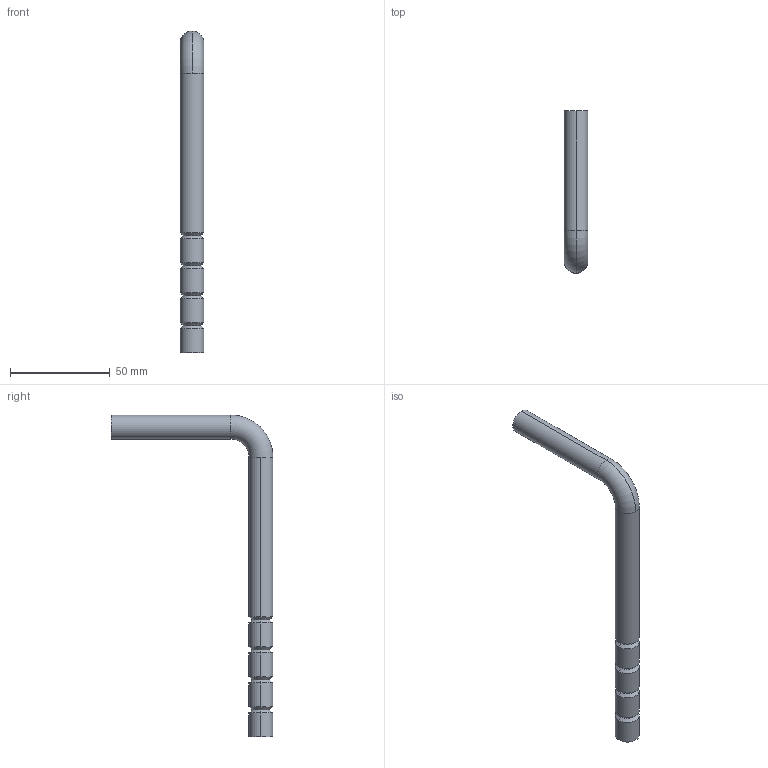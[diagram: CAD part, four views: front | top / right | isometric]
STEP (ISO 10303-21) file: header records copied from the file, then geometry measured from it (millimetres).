
FILE_DESCRIPTION (( 'STEP AP203' ), '1' );
FILE_NAME ('50346-240.step', '2020-09-17T11:31:41', ( '' ), ( '' ), 'SwSTEP 2.0', 'SolidWorks 2018', '' );
FILE_SCHEMA (( 'CONFIG_CONTROL_DESIGN' ));
Length unit declared in the file: millimetre
Products named in the file (2): 50346-240
Bounding box: 12 x 81 x 161 mm (x, y, z)
Volume: 24471.7 mm3; surface area: 9067.1 mm2
Topology: 1 solids, 1 shells, 261 faces, 675 edges, 439 vertices
Faces by surface type: plane 131, bspline 94, cone 20, cylinder 14, torus 2
Entity records: 13208 total; most frequent: CARTESIAN_POINT 7309, ORIENTED_EDGE 1346, DIRECTION 865, EDGE_CURVE 673, VECTOR 443, LINE 443, VERTEX_POINT 439, EDGE_LOOP 286
